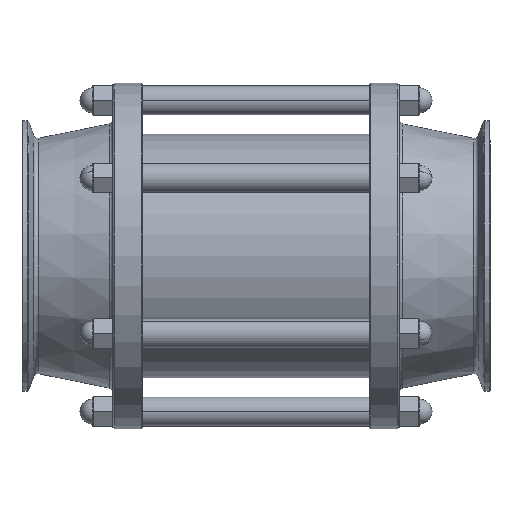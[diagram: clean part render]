
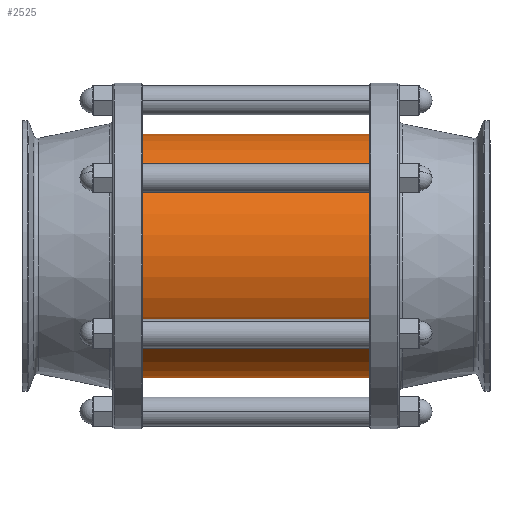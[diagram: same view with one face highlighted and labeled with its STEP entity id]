
A CAD part, top view. The second image highlights one B-rep face of the part: STEP entity #2525.
In plain terms, the highlighted cylindrical face has radius 53.7 mm (diameter 107.4 mm), a partial arc.
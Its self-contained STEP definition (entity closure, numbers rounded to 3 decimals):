
#128 = VECTOR ( 'NONE', #3274, 1000. ) ;
#234 = CIRCLE ( 'NONE', #6463, 53.7 ) ;
#268 = CYLINDRICAL_SURFACE ( 'NONE', #2936, 53.7 ) ;
#410 = AXIS2_PLACEMENT_3D ( 'NONE', #1174, #5313, #4641 ) ;
#446 = CARTESIAN_POINT ( 'NONE',  ( -73.75, 53.7, 0. ) ) ;
#715 = CARTESIAN_POINT ( 'NONE',  ( 73.75, 53.7, 0. ) ) ;
#849 = CARTESIAN_POINT ( 'NONE',  ( 73.75, -53.7, 0. ) ) ;
#1066 = VERTEX_POINT ( 'NONE', #6192 ) ;
#1154 = EDGE_CURVE ( 'NONE', #1811, #1066, #3954, .T. ) ;
#1159 = ORIENTED_EDGE ( 'NONE', *, *, #3083, .T. ) ;
#1174 = CARTESIAN_POINT ( 'NONE',  ( 73.75, 0., 0. ) ) ;
#1232 = CARTESIAN_POINT ( 'NONE',  ( -73.75, 0., 0. ) ) ;
#1600 = DIRECTION ( 'NONE',  ( -1., 0., 0. ) ) ;
#1811 = VERTEX_POINT ( 'NONE', #849 ) ;
#1997 = ORIENTED_EDGE ( 'NONE', *, *, #7075, .T. ) ;
#2298 = CARTESIAN_POINT ( 'NONE',  ( -74.25, -53.7, 0. ) ) ;
#2525 = ADVANCED_FACE ( 'NONE', ( #5408 ), #268, .T. ) ;
#2547 = LINE ( 'NONE', #3200, #128 ) ;
#2877 = DIRECTION ( 'NONE',  ( -1., 0., 0. ) ) ;
#2936 = AXIS2_PLACEMENT_3D ( 'NONE', #4536, #1600, #5137 ) ;
#3018 = VECTOR ( 'NONE', #4581, 1000. ) ;
#3083 = EDGE_CURVE ( 'NONE', #1811, #5748, #5682, .T. ) ;
#3200 = CARTESIAN_POINT ( 'NONE',  ( -74.25, 53.7, 0. ) ) ;
#3274 = DIRECTION ( 'NONE',  ( -1., 0., 0. ) ) ;
#3954 = LINE ( 'NONE', #2298, #3018 ) ;
#4043 = VERTEX_POINT ( 'NONE', #446 ) ;
#4111 = ORIENTED_EDGE ( 'NONE', *, *, #1154, .F. ) ;
#4536 = CARTESIAN_POINT ( 'NONE',  ( -74.25, 0., 0. ) ) ;
#4581 = DIRECTION ( 'NONE',  ( -1., 0., 0. ) ) ;
#4641 = DIRECTION ( 'NONE',  ( 0., -1., 0. ) ) ;
#5137 = DIRECTION ( 'NONE',  ( 0., -1., 0. ) ) ;
#5146 = DIRECTION ( 'NONE',  ( 0., -1., 0. ) ) ;
#5313 = DIRECTION ( 'NONE',  ( -1., 0., 0. ) ) ;
#5408 = FACE_OUTER_BOUND ( 'NONE', #7196, .T. ) ;
#5682 = CIRCLE ( 'NONE', #410, 53.7 ) ;
#5748 = VERTEX_POINT ( 'NONE', #715 ) ;
#5952 = EDGE_CURVE ( 'NONE', #1066, #4043, #234, .T. ) ;
#6192 = CARTESIAN_POINT ( 'NONE',  ( -73.75, -53.7, 0. ) ) ;
#6463 = AXIS2_PLACEMENT_3D ( 'NONE', #1232, #2877, #5146 ) ;
#6577 = ORIENTED_EDGE ( 'NONE', *, *, #5952, .F. ) ;
#7075 = EDGE_CURVE ( 'NONE', #5748, #4043, #2547, .T. ) ;
#7196 = EDGE_LOOP ( 'NONE', ( #1159, #1997, #6577, #4111 ) ) ;
